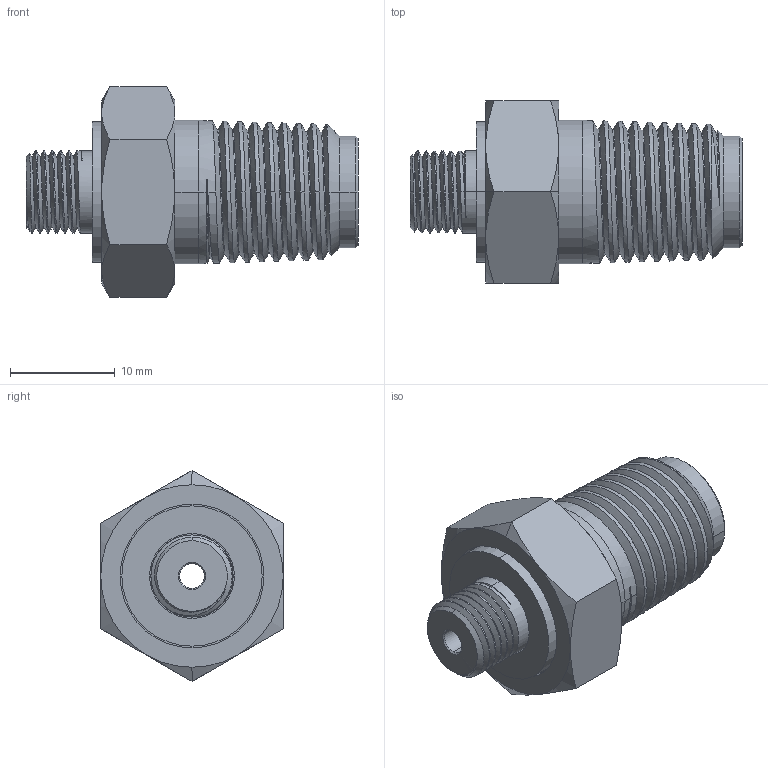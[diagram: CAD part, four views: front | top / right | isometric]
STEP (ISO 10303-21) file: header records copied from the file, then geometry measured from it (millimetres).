
FILE_DESCRIPTION (( 'STEP AP203' ), '1' );
FILE_NAME ('INL-110SS-4M-20.STEP', '2025-10-13T19:51:58', ( '' ), ( '' ), 'SwSTEP 2.0', 'SolidWorks 2018', '' );
FILE_SCHEMA (( 'CONFIG_CONTROL_DESIGN' ));
Length unit declared in the file: inch
Products named in the file (3): PRT-000258; PRT-001216; INL-110SS-4M-20
Assembly tree (2 placements, depth 2):
  INL-110SS-4M-20
    PRT-000258
    PRT-001216
Bounding box: 31.75 x 17.46 x 20.16 mm (x, y, z)
Volume: 4275.3 mm3; surface area: 2681.8 mm2
Topology: 2 solids, 2 shells, 79 faces, 203 edges, 131 vertices
Faces by surface type: cone 34, cylinder 26, plane 13, bspline 6
Entity records: 9196 total; most frequent: CARTESIAN_POINT 7124, ORIENTED_EDGE 406, DIRECTION 309, EDGE_CURVE 203, VERTEX_POINT 131, AXIS2_PLACEMENT_3D 122, B_SPLINE_CURVE_WITH_KNOTS 94, EDGE_LOOP 86
